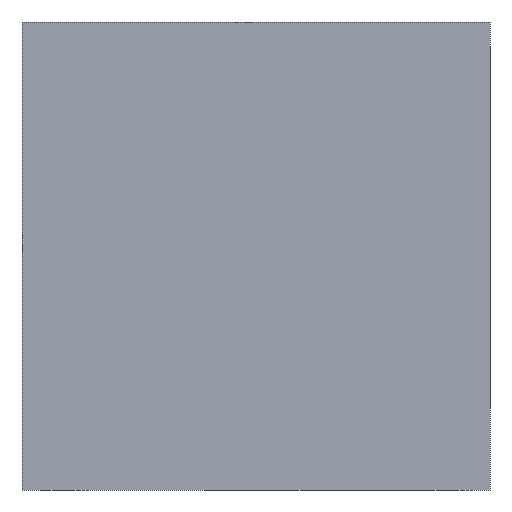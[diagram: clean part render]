
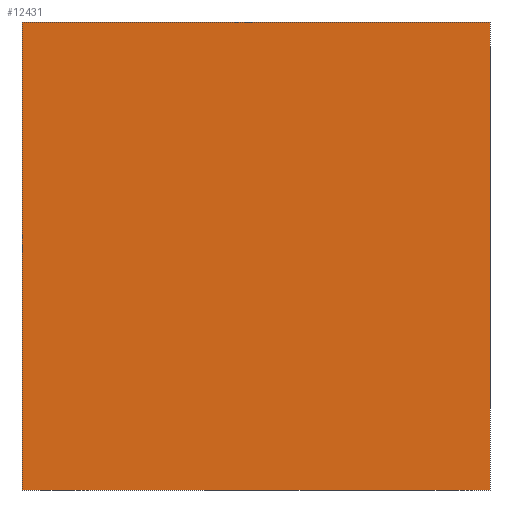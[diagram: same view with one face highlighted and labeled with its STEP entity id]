
A CAD part, front view. The second image highlights one B-rep face of the part: STEP entity #12431.
In plain terms, the highlighted planar face has unit normal (0, -1, 0).
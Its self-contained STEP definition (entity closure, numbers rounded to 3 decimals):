
#860=PLANE('',#13195);
#1502=FACE_OUTER_BOUND('',#2229,.T.);
#2229=EDGE_LOOP('',(#11126,#11127,#11128,#11129));
#2278=LINE('',#16011,#3384);
#2364=LINE('',#16341,#3470);
#2461=LINE('',#16547,#3567);
#3351=LINE('',#21712,#4457);
#3384=VECTOR('',#13252,10.);
#3470=VECTOR('',#13414,10.);
#3567=VECTOR('',#13591,10.);
#4457=VECTOR('',#15801,10.);
#4840=VERTEX_POINT('',#16009);
#4841=VERTEX_POINT('',#16010);
#4919=VERTEX_POINT('',#16339);
#4988=VERTEX_POINT('',#16546);
#6036=EDGE_CURVE('',#4840,#4841,#2278,.T.);
#6148=EDGE_CURVE('',#4841,#4919,#2364,.T.);
#6249=EDGE_CURVE('',#4840,#4988,#2461,.T.);
#7714=EDGE_CURVE('',#4988,#4919,#3351,.T.);
#11126=ORIENTED_EDGE('',*,*,#6036,.T.);
#11127=ORIENTED_EDGE('',*,*,#6148,.T.);
#11128=ORIENTED_EDGE('',*,*,#7714,.F.);
#11129=ORIENTED_EDGE('',*,*,#6249,.F.);
#12431=ADVANCED_FACE('',(#1502),#860,.T.);
#13195=AXIS2_PLACEMENT_3D('',#21711,#15799,#15800);
#13252=DIRECTION('',(1.,0.,0.));
#13414=DIRECTION('',(0.,0.,1.));
#13591=DIRECTION('',(0.,0.,1.));
#15799=DIRECTION('center_axis',(0.,-1.,0.));
#15800=DIRECTION('ref_axis',(1.,0.,0.));
#15801=DIRECTION('',(1.,0.,0.));
#16009=CARTESIAN_POINT('',(0.,0.,0.));
#16010=CARTESIAN_POINT('',(123.825,0.,0.));
#16011=CARTESIAN_POINT('',(0.,0.,0.));
#16339=CARTESIAN_POINT('',(123.825,0.,123.825));
#16341=CARTESIAN_POINT('',(123.825,0.,0.));
#16546=CARTESIAN_POINT('',(0.,0.,123.825));
#16547=CARTESIAN_POINT('',(0.,0.,0.));
#21711=CARTESIAN_POINT('Origin',(0.,0.,0.));
#21712=CARTESIAN_POINT('',(0.,0.,123.825));
